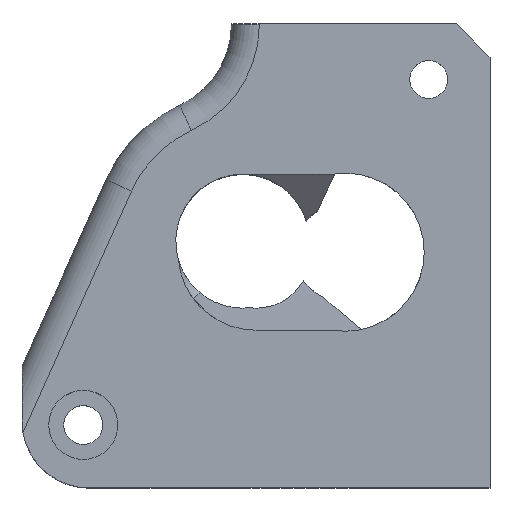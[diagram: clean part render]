
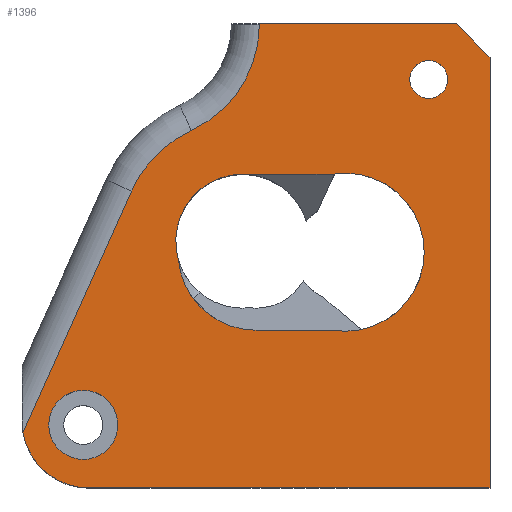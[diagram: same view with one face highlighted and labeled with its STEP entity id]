
A CAD part, top view. The second image highlights one B-rep face of the part: STEP entity #1396.
In plain terms, the highlighted planar face has unit normal (0, 0, 1).
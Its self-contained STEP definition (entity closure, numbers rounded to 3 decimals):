
#42=FACE_BOUND('',#237,.T.);
#43=FACE_BOUND('',#238,.T.);
#44=FACE_BOUND('',#239,.T.);
#57=PLANE('',#1518);
#161=FACE_OUTER_BOUND('',#236,.T.);
#236=EDGE_LOOP('',(#1105,#1106,#1107,#1108,#1109,#1110,#1111,#1112,#1113));
#237=EDGE_LOOP('',(#1114,#1115,#1116,#1117,#1118));
#238=EDGE_LOOP('',(#1119));
#239=EDGE_LOOP('',(#1120));
#313=CIRCLE('',#1503,10.5);
#316=CIRCLE('',#1507,10.939);
#318=CIRCLE('',#1519,6.);
#319=CIRCLE('',#1520,7.);
#320=CIRCLE('',#1521,6.);
#321=CIRCLE('',#1522,7.098);
#322=CIRCLE('',#1523,3.1);
#323=CIRCLE('',#1524,1.7);
#381=LINE('',#2220,#501);
#403=LINE('',#2285,#523);
#404=LINE('',#2300,#524);
#412=LINE('',#2328,#532);
#418=LINE('',#2341,#538);
#419=LINE('',#2342,#539);
#420=LINE('',#2349,#540);
#421=LINE('',#2352,#541);
#501=VECTOR('',#1690,10.);
#523=VECTOR('',#1752,10.);
#524=VECTOR('',#1771,10.);
#532=VECTOR('',#1795,10.);
#538=VECTOR('',#1805,10.);
#539=VECTOR('',#1806,10.);
#540=VECTOR('',#1811,10.);
#541=VECTOR('',#1814,10.);
#639=VERTEX_POINT('',#2217);
#640=VERTEX_POINT('',#2219);
#660=VERTEX_POINT('',#2278);
#663=VERTEX_POINT('',#2283);
#665=VERTEX_POINT('',#2288);
#667=VERTEX_POINT('',#2294);
#668=VERTEX_POINT('',#2299);
#674=VERTEX_POINT('',#2327);
#679=VERTEX_POINT('',#2339);
#680=VERTEX_POINT('',#2343);
#681=VERTEX_POINT('',#2344);
#682=VERTEX_POINT('',#2346);
#683=VERTEX_POINT('',#2348);
#684=VERTEX_POINT('',#2350);
#685=VERTEX_POINT('',#2353);
#686=VERTEX_POINT('',#2355);
#789=EDGE_CURVE('',#640,#639,#381,.T.);
#822=EDGE_CURVE('',#663,#660,#403,.T.);
#824=EDGE_CURVE('',#665,#663,#313,.T.);
#827=EDGE_CURVE('',#667,#665,#316,.T.);
#829=EDGE_CURVE('',#668,#667,#404,.T.);
#841=EDGE_CURVE('',#674,#660,#412,.T.);
#847=EDGE_CURVE('',#679,#668,#318,.T.);
#848=EDGE_CURVE('',#679,#640,#418,.T.);
#849=EDGE_CURVE('',#639,#674,#419,.T.);
#850=EDGE_CURVE('',#680,#681,#319,.T.);
#851=EDGE_CURVE('',#682,#680,#320,.T.);
#852=EDGE_CURVE('',#683,#682,#420,.T.);
#853=EDGE_CURVE('',#684,#683,#321,.T.);
#854=EDGE_CURVE('',#681,#684,#421,.T.);
#855=EDGE_CURVE('',#685,#685,#322,.T.);
#856=EDGE_CURVE('',#686,#686,#323,.T.);
#1105=ORIENTED_EDGE('',*,*,#829,.F.);
#1106=ORIENTED_EDGE('',*,*,#847,.F.);
#1107=ORIENTED_EDGE('',*,*,#848,.T.);
#1108=ORIENTED_EDGE('',*,*,#789,.T.);
#1109=ORIENTED_EDGE('',*,*,#849,.T.);
#1110=ORIENTED_EDGE('',*,*,#841,.T.);
#1111=ORIENTED_EDGE('',*,*,#822,.F.);
#1112=ORIENTED_EDGE('',*,*,#824,.F.);
#1113=ORIENTED_EDGE('',*,*,#827,.F.);
#1114=ORIENTED_EDGE('',*,*,#850,.F.);
#1115=ORIENTED_EDGE('',*,*,#851,.F.);
#1116=ORIENTED_EDGE('',*,*,#852,.F.);
#1117=ORIENTED_EDGE('',*,*,#853,.F.);
#1118=ORIENTED_EDGE('',*,*,#854,.F.);
#1119=ORIENTED_EDGE('',*,*,#855,.T.);
#1120=ORIENTED_EDGE('',*,*,#856,.F.);
#1396=ADVANCED_FACE('',(#161,#42,#43,#44),#57,.T.);
#1503=AXIS2_PLACEMENT_3D('',#2290,#1757,#1758);
#1507=AXIS2_PLACEMENT_3D('',#2296,#1765,#1766);
#1518=AXIS2_PLACEMENT_3D('',#2338,#1801,#1802);
#1519=AXIS2_PLACEMENT_3D('',#2340,#1803,#1804);
#1520=AXIS2_PLACEMENT_3D('',#2345,#1807,#1808);
#1521=AXIS2_PLACEMENT_3D('',#2347,#1809,#1810);
#1522=AXIS2_PLACEMENT_3D('',#2351,#1812,#1813);
#1523=AXIS2_PLACEMENT_3D('',#2354,#1815,#1816);
#1524=AXIS2_PLACEMENT_3D('',#2356,#1817,#1818);
#1690=DIRECTION('',(0.,1.,0.));
#1752=DIRECTION('',(0.,1.,0.));
#1757=DIRECTION('center_axis',(0.,0.,1.));
#1758=DIRECTION('ref_axis',(0.843,-0.539,0.));
#1765=DIRECTION('center_axis',(0.,0.,-1.));
#1766=DIRECTION('ref_axis',(-0.711,0.704,0.));
#1771=DIRECTION('',(0.411,0.912,0.));
#1795=DIRECTION('',(-1.,0.,0.));
#1801=DIRECTION('center_axis',(0.,0.,1.));
#1802=DIRECTION('ref_axis',(1.,0.,0.));
#1803=DIRECTION('center_axis',(0.,0.,-1.));
#1804=DIRECTION('ref_axis',(-0.707,-0.707,0.));
#1805=DIRECTION('',(1.,0.,0.));
#1806=DIRECTION('',(-0.707,0.707,0.));
#1807=DIRECTION('center_axis',(0.,0.,1.));
#1808=DIRECTION('ref_axis',(-1.,0.,0.));
#1809=DIRECTION('center_axis',(0.,0.,1.));
#1810=DIRECTION('ref_axis',(-0.836,0.549,0.));
#1811=DIRECTION('',(-1.,0.,0.));
#1812=DIRECTION('center_axis',(0.,0.,1.));
#1813=DIRECTION('ref_axis',(1.,0.,0.));
#1814=DIRECTION('',(1.,0.,0.));
#1815=DIRECTION('center_axis',(0.,0.,-1.));
#1816=DIRECTION('ref_axis',(0.,1.,0.));
#1817=DIRECTION('center_axis',(0.,0.,1.));
#1818=DIRECTION('ref_axis',(-1.,0.,0.));
#2217=CARTESIAN_POINT('',(17.,-3.,18.5));
#2219=CARTESIAN_POINT('',(17.,-41.65,18.5));
#2220=CARTESIAN_POINT('',(17.,-43.876,18.5));
#2278=CARTESIAN_POINT('',(-3.7,0.,18.5));
#2283=CARTESIAN_POINT('',(-3.7,-0.042,18.5));
#2285=CARTESIAN_POINT('',(-3.7,-21.876,18.5));
#2288=CARTESIAN_POINT('',(-9.792,-9.572,18.5));
#2290=CARTESIAN_POINT('Origin',(-14.2,-0.042,18.5));
#2294=CARTESIAN_POINT('',(-15.174,-15.009,18.5));
#2296=CARTESIAN_POINT('Origin',(-5.2,-19.5,18.5));
#2299=CARTESIAN_POINT('',(-24.917,-36.645,18.5));
#2300=CARTESIAN_POINT('',(-19.546,-24.718,18.5));
#2327=CARTESIAN_POINT('',(14.,0.,18.5));
#2328=CARTESIAN_POINT('',(6.895,0.,18.5));
#2338=CARTESIAN_POINT('Origin',(-3.21,-43.752,18.5));
#2339=CARTESIAN_POINT('',(-19.,-41.65,18.5));
#2340=CARTESIAN_POINT('Origin',(-19.,-35.65,18.5));
#2341=CARTESIAN_POINT('',(1.417,-41.65,18.5));
#2342=CARTESIAN_POINT('',(21.386,-7.386,18.5));
#2343=CARTESIAN_POINT('',(-10.97,-21.144,18.5));
#2344=CARTESIAN_POINT('',(-4.,-27.5,18.5));
#2345=CARTESIAN_POINT('Origin',(-4.,-20.5,18.5));
#2346=CARTESIAN_POINT('',(-5.2,-13.5,18.5));
#2347=CARTESIAN_POINT('Origin',(-5.2,-19.5,18.5));
#2348=CARTESIAN_POINT('',(2.828,-13.5,18.5));
#2349=CARTESIAN_POINT('',(-0.191,-13.5,18.5));
#2350=CARTESIAN_POINT('',(2.828,-27.5,18.5));
#2351=CARTESIAN_POINT('Origin',(4.,-20.5,18.5));
#2352=CARTESIAN_POINT('',(-3.605,-27.5,18.5));
#2353=CARTESIAN_POINT('',(-19.5,-39.1,18.5));
#2354=CARTESIAN_POINT('Origin',(-19.5,-36.,18.5));
#2355=CARTESIAN_POINT('',(13.2,-5.,18.5));
#2356=CARTESIAN_POINT('Origin',(11.5,-5.,18.5));
